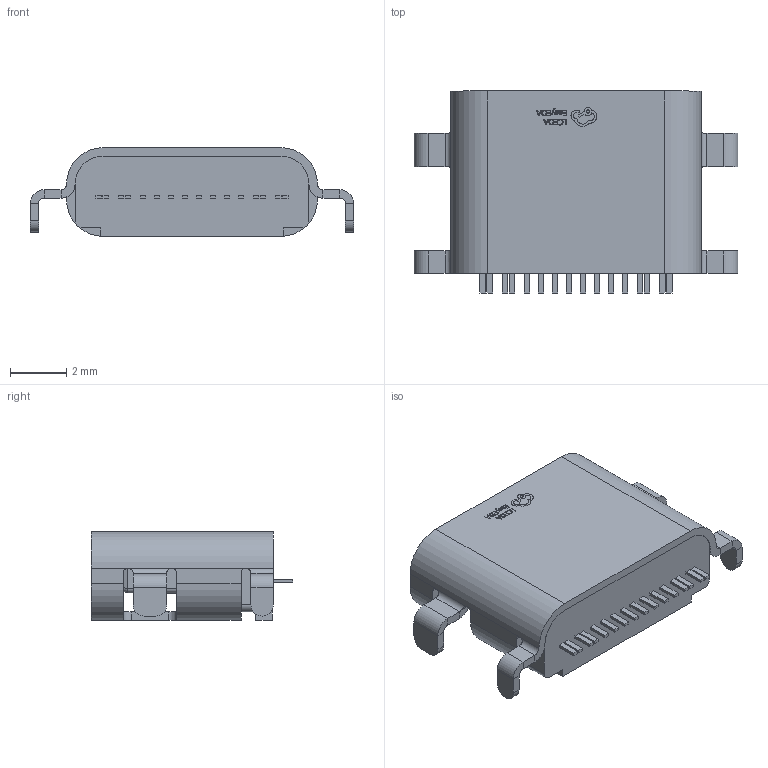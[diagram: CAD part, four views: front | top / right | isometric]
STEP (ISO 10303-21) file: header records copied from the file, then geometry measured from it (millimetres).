
FILE_DESCRIPTION (( 'STEP AP214' ), '1' );
FILE_NAME ('USB-C-SMD_12P-W8.9-W6.5-H3.2.step', '2022-07-15T09:05:44', ( '' ), ( '' ), 'SwSTEP 2.0', 'SolidWorks 2020', '' );
FILE_SCHEMA (( 'AUTOMOTIVE_DESIGN' ));
Length unit declared in the file: millimetre
Products named in the file (1): USB-C-SMD_12P-W8.9-W6.5-H3.2
Bounding box: 11.54 x 7.2 x 3.16 mm (x, y, z)
Volume: 107.5 mm3; surface area: 422.2 mm2
Topology: 15 solids, 15 shells, 630 faces, 1663 edges, 1078 vertices
Faces by surface type: plane 444, bspline 112, cylinder 70, sphere 4
Entity records: 27517 total; most frequent: CARTESIAN_POINT 5580, ORIENTED_EDGE 3318, DIRECTION 2565, EDGE_CURVE 1659, VECTOR 1287, LINE 1287, VERTEX_POINT 1078, EDGE_LOOP 667
